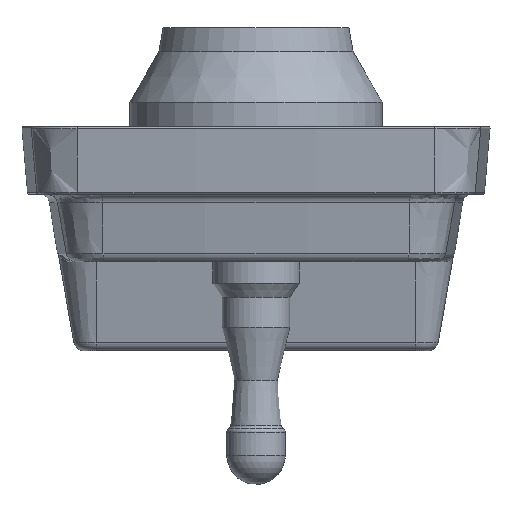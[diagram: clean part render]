
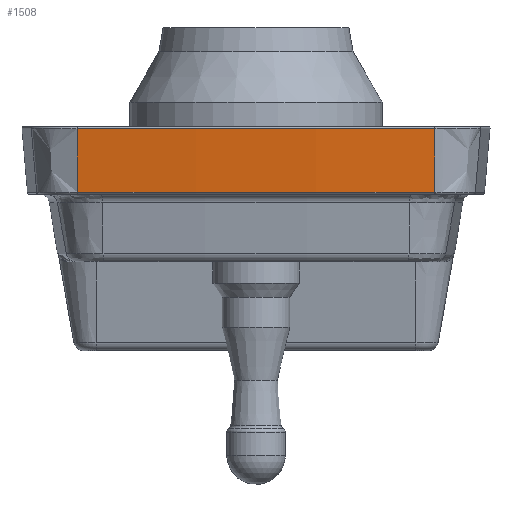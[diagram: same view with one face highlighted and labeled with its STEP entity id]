
A CAD part, front view. The second image highlights one B-rep face of the part: STEP entity #1508.
In plain terms, the highlighted conical face has half-angle 5 degrees and reference radius 255.326 mm.
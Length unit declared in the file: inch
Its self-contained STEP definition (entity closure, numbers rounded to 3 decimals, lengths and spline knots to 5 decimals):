
#56=LINE($,#3465,#83);
#83=VECTOR($,#1984,0.3162);
#159=B_SPLINE_CURVE_WITH_KNOTS($,3,(#3474,#3475,#3476,#3477),
 .UNSPECIFIED.,.F.,.F.,(4,4),(-0.82329,-0.02319),
 .UNSPECIFIED.);
#281=FACE_OUTER_BOUND($,#444,.T.);
#337=CONICAL_SURFACE($,#1672,10.05221,5.);
#444=EDGE_LOOP($,(#1231,#1232,#1233,#1234));
#587=CIRCLE($,#1669,10.0237);
#589=CIRCLE($,#1673,10.05126);
#710=VERTEX_POINT($,#3333);
#711=VERTEX_POINT($,#3335);
#715=VERTEX_POINT($,#3464);
#716=VERTEX_POINT($,#3473);
#896=EDGE_CURVE($,#711,#710,#587,.T.);
#904=EDGE_CURVE($,#715,#710,#56,.T.);
#906=EDGE_CURVE($,#716,#711,#159,.T.);
#907=EDGE_CURVE($,#715,#716,#589,.T.);
#1231=ORIENTED_EDGE($,*,*,#896,.F.);
#1232=ORIENTED_EDGE($,*,*,#906,.F.);
#1233=ORIENTED_EDGE($,*,*,#907,.F.);
#1234=ORIENTED_EDGE($,*,*,#904,.T.);
#1508=ADVANCED_FACE($,(#281),#337,.T.);
#1669=AXIS2_PLACEMENT_3D($,#3337,#1977,#1978);
#1672=AXIS2_PLACEMENT_3D($,#3472,#1985,#1986);
#1673=AXIS2_PLACEMENT_3D($,#3478,#1987,#1988);
#1977=DIRECTION('center_axis',(0.,0.,
-1.));
#1978=DIRECTION('ref_axis',(0.,-1.,0.));
#1984=DIRECTION($,(0.008,0.087,-0.996));
#1985=DIRECTION('center_axis',(0.,0.,1.));
#1986=DIRECTION('ref_axis',(-0.088,-0.996,0.));
#1987=DIRECTION('center_axis',(0.,0.,1.));
#1988=DIRECTION('ref_axis',(0.,-1.,0.));
#3333=CARTESIAN_POINT('',(-0.88318,-1.8113,-0.32587));
#3335=CARTESIAN_POINT('',(0.88329,-1.81129,-0.32587));
#3337=CARTESIAN_POINT('Origin',(0.,8.17342,
-0.32587));
#3464=CARTESIAN_POINT('',(-0.88573,-1.83874,-0.01087));
#3465=CARTESIAN_POINT($,(-0.88581,-1.83969,0.));
#3472=CARTESIAN_POINT('Origin',(0.,8.17342,
0.));
#3473=CARTESIAN_POINT('',(0.88573,-1.83874,-0.01087));
#3474=CARTESIAN_POINT('Ctrl Pts',(0.88573,-1.83874,-0.01087));
#3475=CARTESIAN_POINT('Ctrl Pts',(0.88492,-1.82959,-0.11587));
#3476=CARTESIAN_POINT('Ctrl Pts',(0.8841,-1.82044,-0.22087));
#3477=CARTESIAN_POINT('Ctrl Pts',(0.88329,-1.81129,-0.32587));
#3478=CARTESIAN_POINT('Origin',(0.,8.17342,-0.01087));
